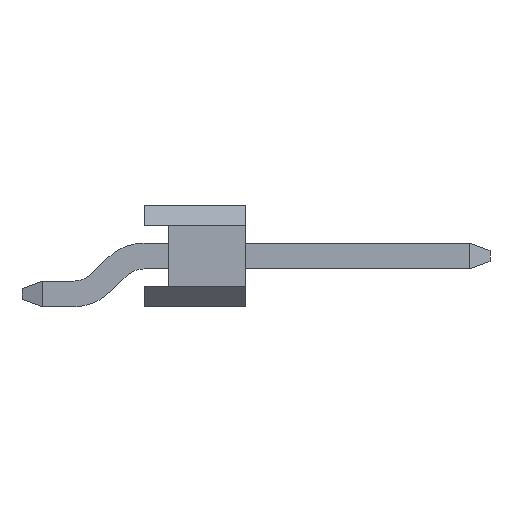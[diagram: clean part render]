
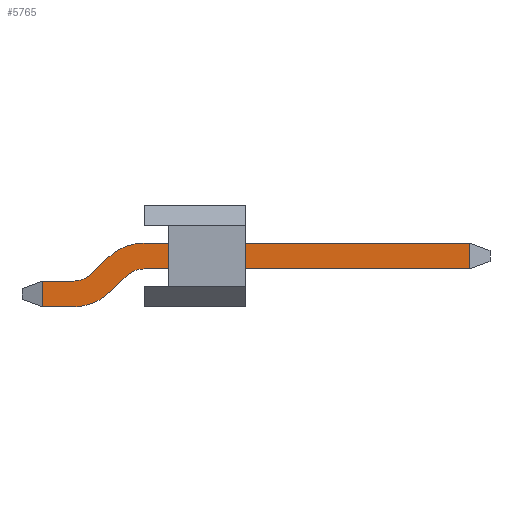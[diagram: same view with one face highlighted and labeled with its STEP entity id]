
A CAD part, front view. The second image highlights one B-rep face of the part: STEP entity #5765.
In plain terms, the highlighted planar face has unit normal (0, -1, 0).
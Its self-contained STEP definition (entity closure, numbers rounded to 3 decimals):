
#5610 = VERTEX_POINT('',#5611);
#5611 = CARTESIAN_POINT('',(2.111,-0.318,0.933));
#5617 = EDGE_CURVE('',#5610,#5618,#5620,.T.);
#5618 = VERTEX_POINT('',#5619);
#5619 = CARTESIAN_POINT('',(10.103,-0.318,0.933));
#5620 = LINE('',#5621,#5622);
#5621 = CARTESIAN_POINT('',(2.111,-0.318,0.933));
#5622 = VECTOR('',#5623,1.);
#5623 = DIRECTION('',(1.,0.,0.));
#5765 = ADVANCED_FACE('',(#5766),#5859,.F.);
#5766 = FACE_BOUND('',#5767,.F.);
#5767 = EDGE_LOOP('',(#5768,#5769,#5778,#5786,#5795,#5803,#5811,#5819,
    #5828,#5836,#5845,#5853));
#5768 = ORIENTED_EDGE('',*,*,#5617,.F.);
#5769 = ORIENTED_EDGE('',*,*,#5770,.T.);
#5770 = EDGE_CURVE('',#5610,#5771,#5773,.T.);
#5771 = VERTEX_POINT('',#5772);
#5772 = CARTESIAN_POINT('',(1.667,-0.318,0.751));
#5773 = CIRCLE('',#5774,0.635);
#5774 = AXIS2_PLACEMENT_3D('',#5775,#5776,#5777);
#5775 = CARTESIAN_POINT('',(2.111,-0.318,0.298));
#5776 = DIRECTION('',(0.,-1.,0.));
#5777 = DIRECTION('',(-1.,0.,0.));
#5778 = ORIENTED_EDGE('',*,*,#5779,.T.);
#5779 = EDGE_CURVE('',#5771,#5780,#5782,.T.);
#5780 = VERTEX_POINT('',#5781);
#5781 = CARTESIAN_POINT('',(1.269,-0.318,0.362));
#5782 = LINE('',#5783,#5784);
#5783 = CARTESIAN_POINT('',(1.667,-0.318,0.751));
#5784 = VECTOR('',#5785,1.);
#5785 = DIRECTION('',(-0.715,0.,
    -0.699));
#5786 = ORIENTED_EDGE('',*,*,#5787,.F.);
#5787 = EDGE_CURVE('',#5788,#5780,#5790,.T.);
#5788 = VERTEX_POINT('',#5789);
#5789 = CARTESIAN_POINT('',(0.381,-0.318,0.));
#5790 = CIRCLE('',#5791,1.27);
#5791 = AXIS2_PLACEMENT_3D('',#5792,#5793,#5794);
#5792 = CARTESIAN_POINT('',(0.381,-0.318,1.27));
#5793 = DIRECTION('',(0.,-1.,0.));
#5794 = DIRECTION('',(-1.,0.,0.));
#5795 = ORIENTED_EDGE('',*,*,#5796,.F.);
#5796 = EDGE_CURVE('',#5797,#5788,#5799,.T.);
#5797 = VERTEX_POINT('',#5798);
#5798 = CARTESIAN_POINT('',(-0.381,-0.318,0.));
#5799 = LINE('',#5800,#5801);
#5800 = CARTESIAN_POINT('',(-0.889,-0.318,0.));
#5801 = VECTOR('',#5802,1.);
#5802 = DIRECTION('',(1.,0.,0.));
#5803 = ORIENTED_EDGE('',*,*,#5804,.F.);
#5804 = EDGE_CURVE('',#5805,#5797,#5807,.T.);
#5805 = VERTEX_POINT('',#5806);
#5806 = CARTESIAN_POINT('',(-0.381,-0.318,0.635));
#5807 = LINE('',#5808,#5809);
#5808 = CARTESIAN_POINT('',(-0.381,-0.318,0.845));
#5809 = VECTOR('',#5810,1.);
#5810 = DIRECTION('',(0.,0.,-1.));
#5811 = ORIENTED_EDGE('',*,*,#5812,.F.);
#5812 = EDGE_CURVE('',#5813,#5805,#5815,.T.);
#5813 = VERTEX_POINT('',#5814);
#5814 = CARTESIAN_POINT('',(0.381,-0.318,0.635));
#5815 = LINE('',#5816,#5817);
#5816 = CARTESIAN_POINT('',(0.381,-0.318,0.635));
#5817 = VECTOR('',#5818,1.);
#5818 = DIRECTION('',(-1.,0.,0.));
#5819 = ORIENTED_EDGE('',*,*,#5820,.T.);
#5820 = EDGE_CURVE('',#5813,#5821,#5823,.T.);
#5821 = VERTEX_POINT('',#5822);
#5822 = CARTESIAN_POINT('',(0.825,-0.318,0.816));
#5823 = CIRCLE('',#5824,0.635);
#5824 = AXIS2_PLACEMENT_3D('',#5825,#5826,#5827);
#5825 = CARTESIAN_POINT('',(0.381,-0.318,1.27));
#5826 = DIRECTION('',(0.,-1.,0.));
#5827 = DIRECTION('',(-1.,0.,0.));
#5828 = ORIENTED_EDGE('',*,*,#5829,.T.);
#5829 = EDGE_CURVE('',#5821,#5830,#5832,.T.);
#5830 = VERTEX_POINT('',#5831);
#5831 = CARTESIAN_POINT('',(1.223,-0.318,1.205));
#5832 = LINE('',#5833,#5834);
#5833 = CARTESIAN_POINT('',(0.825,-0.318,0.816));
#5834 = VECTOR('',#5835,1.);
#5835 = DIRECTION('',(0.715,0.,0.699)
  );
#5836 = ORIENTED_EDGE('',*,*,#5837,.F.);
#5837 = EDGE_CURVE('',#5838,#5830,#5840,.T.);
#5838 = VERTEX_POINT('',#5839);
#5839 = CARTESIAN_POINT('',(2.111,-0.318,1.568));
#5840 = CIRCLE('',#5841,1.27);
#5841 = AXIS2_PLACEMENT_3D('',#5842,#5843,#5844);
#5842 = CARTESIAN_POINT('',(2.111,-0.318,0.298));
#5843 = DIRECTION('',(0.,-1.,0.));
#5844 = DIRECTION('',(-1.,0.,0.));
#5845 = ORIENTED_EDGE('',*,*,#5846,.F.);
#5846 = EDGE_CURVE('',#5847,#5838,#5849,.T.);
#5847 = VERTEX_POINT('',#5848);
#5848 = CARTESIAN_POINT('',(10.103,-0.318,1.568));
#5849 = LINE('',#5850,#5851);
#5850 = CARTESIAN_POINT('',(10.611,-0.318,1.568));
#5851 = VECTOR('',#5852,1.);
#5852 = DIRECTION('',(-1.,0.,0.));
#5853 = ORIENTED_EDGE('',*,*,#5854,.F.);
#5854 = EDGE_CURVE('',#5618,#5847,#5855,.T.);
#5855 = LINE('',#5856,#5857);
#5856 = CARTESIAN_POINT('',(10.103,-0.318,1.311));
#5857 = VECTOR('',#5858,1.);
#5858 = DIRECTION('',(0.,0.,1.));
#5859 = PLANE('',#5860);
#5860 = AXIS2_PLACEMENT_3D('',#5861,#5862,#5863);
#5861 = CARTESIAN_POINT('',(4.774,-0.318,1.055));
#5862 = DIRECTION('',(0.,1.,0.));
#5863 = DIRECTION('',(0.,0.,1.));
